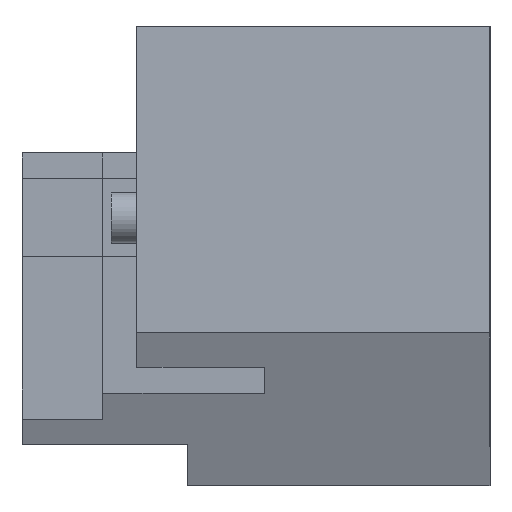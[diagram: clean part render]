
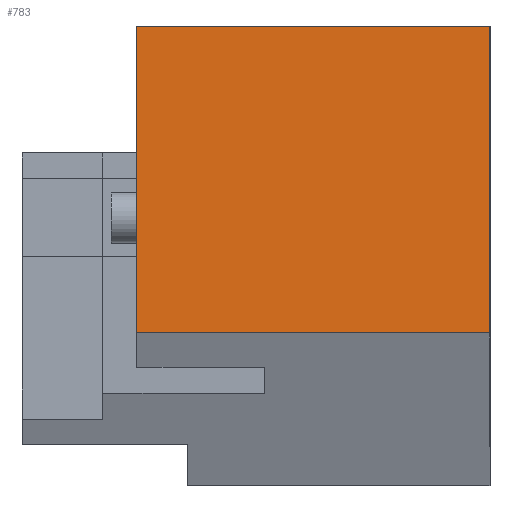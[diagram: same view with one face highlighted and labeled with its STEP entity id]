
A CAD part, left-side view. The second image highlights one B-rep face of the part: STEP entity #783.
In plain terms, the highlighted planar face has unit normal (-1, 0, 0.027).
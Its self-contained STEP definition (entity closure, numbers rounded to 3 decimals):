
#188=ORIENTED_EDGE('',*,*,#332,.F.);
#189=ORIENTED_EDGE('',*,*,#312,.T.);
#190=ORIENTED_EDGE('',*,*,#333,.T.);
#191=ORIENTED_EDGE('',*,*,#334,.F.);
#312=EDGE_CURVE('',#401,#400,#484,.T.);
#332=EDGE_CURVE('',#401,#412,#500,.T.);
#333=EDGE_CURVE('',#400,#413,#501,.T.);
#334=EDGE_CURVE('',#412,#413,#502,.T.);
#400=VERTEX_POINT('',#1200);
#401=VERTEX_POINT('',#1202);
#412=VERTEX_POINT('',#1246);
#413=VERTEX_POINT('',#1248);
#484=LINE('',#1201,#580);
#500=LINE('',#1245,#596);
#501=LINE('',#1247,#597);
#502=LINE('',#1249,#598);
#580=VECTOR('',#974,1000.);
#596=VECTOR('',#1024,1000.);
#597=VECTOR('',#1025,1000.);
#598=VECTOR('',#1026,1000.);
#653=EDGE_LOOP('',(#188,#189,#190,#191));
#703=FACE_BOUND('',#653,.T.);
#741=PLANE('',#848);
#783=ADVANCED_FACE('',(#703),#741,.T.);
#848=AXIS2_PLACEMENT_3D('',#1244,#1022,#1023);
#974=DIRECTION('',(-0.027,0.,-1.));
#1022=DIRECTION('',(-1.,0.,0.027));
#1023=DIRECTION('',(0.027,0.,1.));
#1024=DIRECTION('',(0.,-1.,0.));
#1025=DIRECTION('',(0.,-1.,0.));
#1026=DIRECTION('',(-0.027,0.,-1.));
#1200=CARTESIAN_POINT('',(-105.233,0.,16.419));
#1201=CARTESIAN_POINT('',(-104.75,0.,34.419));
#1202=CARTESIAN_POINT('',(-104.75,0.,34.419));
#1244=CARTESIAN_POINT('',(-104.75,6.75,34.419));
#1245=CARTESIAN_POINT('',(-104.75,6.75,34.419));
#1246=CARTESIAN_POINT('',(-104.75,-20.75,34.419));
#1247=CARTESIAN_POINT('',(-105.233,6.75,16.419));
#1248=CARTESIAN_POINT('',(-105.233,-20.75,16.419));
#1249=CARTESIAN_POINT('',(-104.75,-20.75,34.419));
